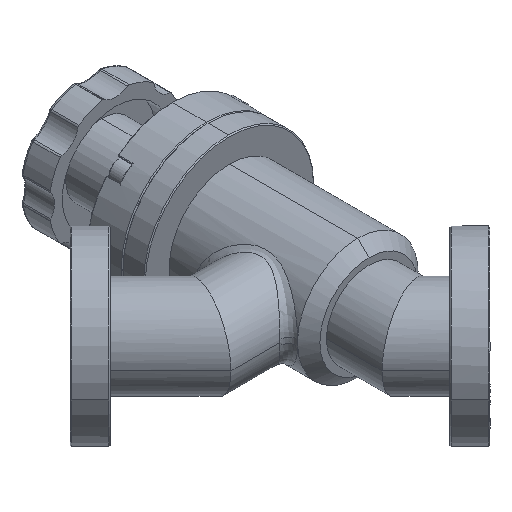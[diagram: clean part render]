
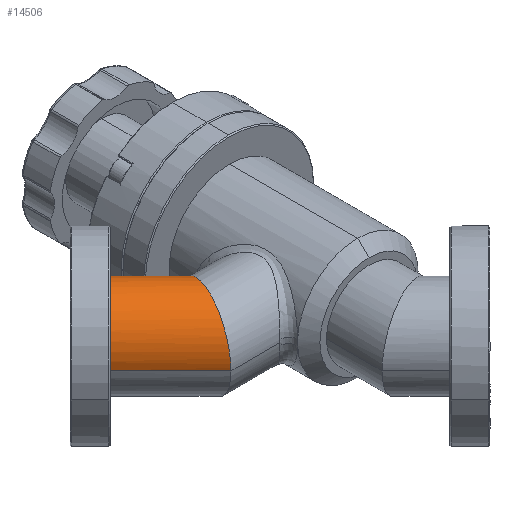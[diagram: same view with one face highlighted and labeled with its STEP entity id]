
A CAD part, isometric view. The second image highlights one B-rep face of the part: STEP entity #14506.
In plain terms, the highlighted cylindrical face has radius 19.05 mm (diameter 38.1 mm), a partial arc.
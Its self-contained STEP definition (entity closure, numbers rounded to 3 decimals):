
#172 = ORIENTED_EDGE ( 'NONE', *, *, #10646, .F. ) ;
#173 = ORIENTED_EDGE ( 'NONE', *, *, #10645, .F. ) ;
#174 = ORIENTED_EDGE ( 'NONE', *, *, #10644, .T. ) ;
#175 = ORIENTED_EDGE ( 'NONE', *, *, #10639, .F. ) ;
#501 =( BOUNDED_CURVE ( )  B_SPLINE_CURVE ( 3, ( #3800, #3803, #3804, #3805 ),
 .UNSPECIFIED., .F., .F. ) 
 B_SPLINE_CURVE_WITH_KNOTS ( ( 4, 4 ),
 ( 0., 3.142 ),
 .UNSPECIFIED. ) 
 CURVE ( )  GEOMETRIC_REPRESENTATION_ITEM ( )  RATIONAL_B_SPLINE_CURVE ( ( 1., 0.333, 0.333, 1. ) ) 
 REPRESENTATION_ITEM ( '' )  );
#2152 = EDGE_LOOP ( 'NONE', ( #175, #174, #173, #172 ) ) ;
#3800 = CARTESIAN_POINT ( 'NONE',  ( -37.109, 76.75, 0. ) ) ;
#3803 = CARTESIAN_POINT ( 'NONE',  ( -37.109, 76.75, 38.1 ) ) ;
#3804 = CARTESIAN_POINT ( 'NONE',  ( -52.891, 38.65, 38.1 ) ) ;
#3805 = CARTESIAN_POINT ( 'NONE',  ( -52.891, 38.65, 0. ) ) ;
#3812 = CARTESIAN_POINT ( 'NONE',  ( -58.47, 44.23, 0. ) ) ;
#3872 = LINE ( 'NONE', #3874, #13748 ) ;
#3873 = LINE ( 'NONE', #3812, #13764 ) ;
#3874 = CARTESIAN_POINT ( 'NONE',  ( -31.53, 71.17, 0. ) ) ;
#3875 = DIRECTION ( 'NONE',  ( -0.707, 0.707, 0. ) ) ;
#3878 = CARTESIAN_POINT ( 'NONE',  ( -71.7, 84.4, 0. ) ) ;
#3879 = DIRECTION ( 'NONE',  ( -0.707, 0.707, 0. ) ) ;
#3880 = DIRECTION ( 'NONE',  ( -0.707, -0.707, 0. ) ) ;
#3881 = DIRECTION ( 'NONE',  ( -0.707, 0.707, 0. ) ) ;
#4740 = CARTESIAN_POINT ( 'NONE',  ( -52.891, 38.65, 0. ) ) ;
#4778 = CARTESIAN_POINT ( 'NONE',  ( -85.171, 70.93, 0. ) ) ;
#4967 = CARTESIAN_POINT ( 'NONE',  ( -58.23, 97.871, 0. ) ) ;
#4994 = CARTESIAN_POINT ( 'NONE',  ( -37.109, 76.75, 0. ) ) ;
#9387 = DIRECTION ( 'NONE',  ( -0.707, 0.707, 0. ) ) ;
#9389 = CYLINDRICAL_SURFACE ( 'NONE', #14104, 19.05 ) ;
#9390 = FACE_OUTER_BOUND ( 'NONE', #2152, .T. ) ;
#9391 = CARTESIAN_POINT ( 'NONE',  ( -45., 57.7, 0. ) ) ;
#9393 = DIRECTION ( 'NONE',  ( -0.707, -0.707, 0. ) ) ;
#10639 = EDGE_CURVE ( 'NONE', #12294, #12001, #501, .T. ) ;
#10644 = EDGE_CURVE ( 'NONE', #12294, #12267, #3872, .T. ) ;
#10645 = EDGE_CURVE ( 'NONE', #12067, #12267, #13763, .T. ) ;
#10646 = EDGE_CURVE ( 'NONE', #12001, #12067, #3873, .T. ) ;
#12001 = VERTEX_POINT ( 'NONE', #4740 ) ;
#12067 = VERTEX_POINT ( 'NONE', #4778 ) ;
#12267 = VERTEX_POINT ( 'NONE', #4967 ) ;
#12294 = VERTEX_POINT ( 'NONE', #4994 ) ;
#13748 = VECTOR ( 'NONE', #3875, 1000. ) ;
#13763 = CIRCLE ( 'NONE', #13765, 19.05 ) ;
#13764 = VECTOR ( 'NONE', #3881, 1000. ) ;
#13765 = AXIS2_PLACEMENT_3D ( 'NONE', #3878, #3879, #3880 ) ;
#14104 = AXIS2_PLACEMENT_3D ( 'NONE', #9391, #9387, #9393 ) ;
#14506 = ADVANCED_FACE ( 'NONE', ( #9390 ), #9389, .T. ) ;
